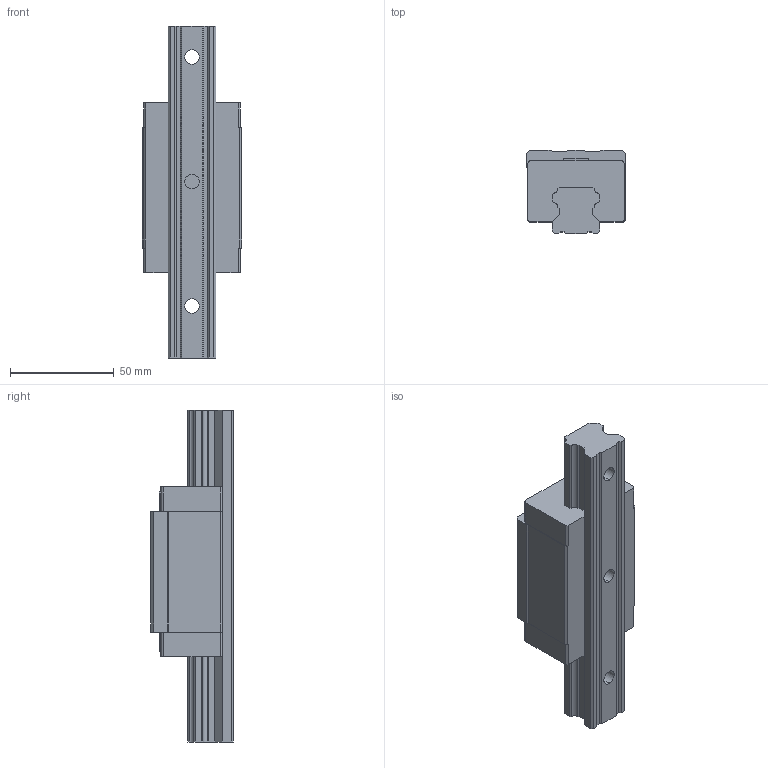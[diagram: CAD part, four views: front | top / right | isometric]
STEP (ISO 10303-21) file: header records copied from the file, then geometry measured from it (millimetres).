
FILE_DESCRIPTION((''),'2;1');
FILE_NAME('HGH25CA_ASM','2007-10-24T',('minyao'),(''),'PRO/ENGINEER BY PARAMETRIC TECHNOLOGY CORPORATION, 2004360','PRO/ENGINEER BY PARAMETRIC TECHNOLOGY CORPORATION, 2004360','');
FILE_SCHEMA(('CONFIG_CONTROL_DESIGN'));
Length unit declared in the file: millimetre
Products named in the file (5): HG_BLOCK_HGHCA_ANY; HG_BLOCK_SS_ANY_ASM; HG_RAIL0_R_ANY; HG_ANY_ASM; HGH25CA_ASM
Assembly tree (4 placements, depth 4):
  HGH25CA_ASM
    HG_ANY_ASM
      HG_BLOCK_SS_ANY_ASM
        HG_BLOCK_HGHCA_ANY
      HG_RAIL0_R_ANY
Bounding box: 48 x 40 x 160 mm (x, y, z)
Volume: 166542.6 mm3; surface area: 36768.8 mm2
Topology: 2 solids, 2 shells, 129 faces, 366 edges, 240 vertices
Faces by surface type: plane 89, cylinder 32, cone 8
Entity records: 4275 total; most frequent: CARTESIAN_POINT 739, ORIENTED_EDGE 716, DIRECTION 704, EDGE_CURVE 358, VECTOR 294, LINE 294, VERTEX_POINT 240, AXIS2_PLACEMENT_3D 205
